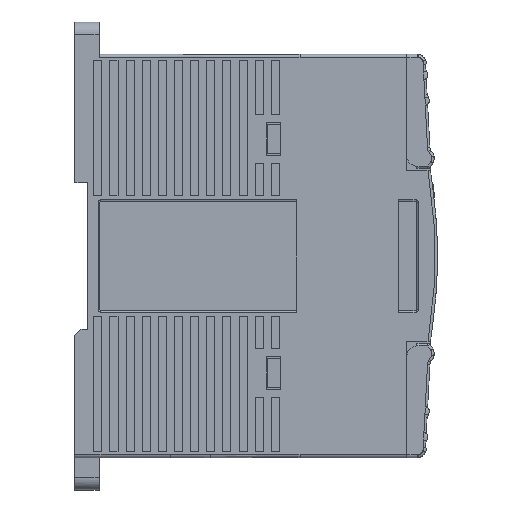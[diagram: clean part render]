
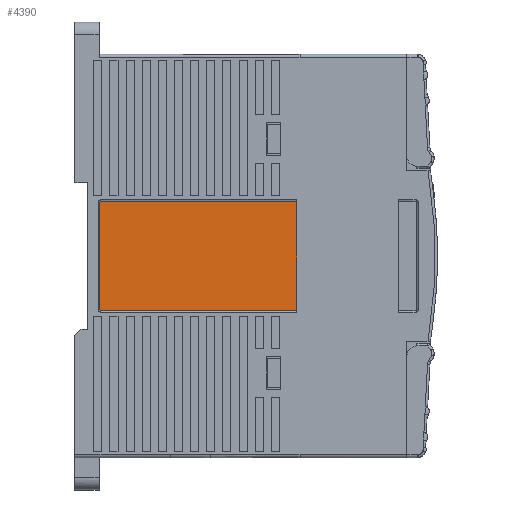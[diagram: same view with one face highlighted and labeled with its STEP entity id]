
A CAD part, left-side view. The second image highlights one B-rep face of the part: STEP entity #4390.
In plain terms, the highlighted planar face has unit normal (-1, 0, 0).
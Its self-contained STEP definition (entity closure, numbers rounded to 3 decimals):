
#1064=PLANE('',#57217);
#4390=ADVANCED_FACE('',(#7707),#1064,.T.);
#7707=FACE_OUTER_BOUND('',#11183,.T.);
#11183=EDGE_LOOP('',(#18663,#18664,#18665,#18666,#18667,#18668));
#18663=ORIENTED_EDGE('',*,*,#34429,.F.);
#18664=ORIENTED_EDGE('',*,*,#34625,.T.);
#18665=ORIENTED_EDGE('',*,*,#37189,.T.);
#18666=ORIENTED_EDGE('',*,*,#34626,.T.);
#18667=ORIENTED_EDGE('',*,*,#34627,.T.);
#18668=ORIENTED_EDGE('',*,*,#34628,.T.);
#34429=EDGE_CURVE('',#52223,#52224,#44030,.T.);
#34625=EDGE_CURVE('',#52223,#52451,#44218,.T.);
#34626=EDGE_CURVE('',#52452,#52453,#44219,.T.);
#34627=EDGE_CURVE('',#52453,#52454,#41653,.T.);
#34628=EDGE_CURVE('',#52454,#52224,#44220,.T.);
#37189=EDGE_CURVE('',#52451,#52452,#41697,.T.);
#41653=(
BOUNDED_CURVE()
B_SPLINE_CURVE(2,(#100573,#100574,#100575,#100576,#100577),
 .UNSPECIFIED.,.F.,.F.)
B_SPLINE_CURVE_WITH_KNOTS((3,2,3),(0.,0.166,0.331),
 .UNSPECIFIED.)
CURVE()
GEOMETRIC_REPRESENTATION_ITEM()
RATIONAL_B_SPLINE_CURVE((1.,0.924,1.,0.924,1.))
REPRESENTATION_ITEM('')
);
#41697=(
BOUNDED_CURVE()
B_SPLINE_CURVE(2,(#105949,#105950,#105951,#105952,#105953),
 .UNSPECIFIED.,.F.,.F.)
B_SPLINE_CURVE_WITH_KNOTS((3,2,3),(-0.331,-0.166,
0.),.UNSPECIFIED.)
CURVE()
GEOMETRIC_REPRESENTATION_ITEM()
RATIONAL_B_SPLINE_CURVE((1.,0.924,1.,0.924,1.))
REPRESENTATION_ITEM('')
);
#44030=B_SPLINE_CURVE_WITH_KNOTS('',1,(#100137,#100138),.UNSPECIFIED.,.F.,
 .F.,(2,2),(0.,26.999),.UNSPECIFIED.);
#44218=B_SPLINE_CURVE_WITH_KNOTS('',1,(#100569,#100570),.UNSPECIFIED.,.F.,
 .F.,(2,2),(0.,48.605),.UNSPECIFIED.);
#44219=B_SPLINE_CURVE_WITH_KNOTS('',1,(#100571,#100572),.UNSPECIFIED.,.F.,
 .F.,(2,2),(0.,26.6),.UNSPECIFIED.);
#44220=B_SPLINE_CURVE_WITH_KNOTS('',1,(#100578,#100579),.UNSPECIFIED.,.F.,
 .F.,(2,2),(0.,48.605),.UNSPECIFIED.);
#52223=VERTEX_POINT('',#90105);
#52224=VERTEX_POINT('',#90106);
#52451=VERTEX_POINT('',#90333);
#52452=VERTEX_POINT('',#90334);
#52453=VERTEX_POINT('',#90335);
#52454=VERTEX_POINT('',#90336);
#57217=AXIS2_PLACEMENT_3D('',#75624,#60181,$);
#60181=DIRECTION('',(-1.,0.,0.));
#75624=CARTESIAN_POINT('',(-30.883,51.105,-18.371));
#90105=CARTESIAN_POINT('',(-30.883,-2.593,11.341));
#90106=CARTESIAN_POINT('',(-30.883,-2.593,-15.658));
#90333=CARTESIAN_POINT('',(-30.883,46.012,11.341));
#90334=CARTESIAN_POINT('',(-30.883,46.212,11.141));
#90335=CARTESIAN_POINT('',(-30.883,46.212,-15.459));
#90336=CARTESIAN_POINT('',(-30.883,46.012,-15.659));
#100137=CARTESIAN_POINT('',(-30.883,-2.593,11.341));
#100138=CARTESIAN_POINT('',(-30.883,-2.593,-15.658));
#100569=CARTESIAN_POINT('',(-30.883,-2.593,11.341));
#100570=CARTESIAN_POINT('',(-30.883,46.012,11.341));
#100571=CARTESIAN_POINT('',(-30.883,46.212,11.141));
#100572=CARTESIAN_POINT('',(-30.883,46.212,-15.459));
#100573=CARTESIAN_POINT('',(-30.883,46.212,-15.459));
#100574=CARTESIAN_POINT('',(-30.883,46.212,-15.542));
#100575=CARTESIAN_POINT('',(-30.883,46.154,-15.6));
#100576=CARTESIAN_POINT('',(-30.883,46.095,-15.659));
#100577=CARTESIAN_POINT('',(-30.883,46.012,-15.659));
#100578=CARTESIAN_POINT('',(-30.883,46.012,-15.659));
#100579=CARTESIAN_POINT('',(-30.883,-2.593,-15.658));
#105949=CARTESIAN_POINT('',(-30.883,46.012,11.341));
#105950=CARTESIAN_POINT('',(-30.883,46.095,11.341));
#105951=CARTESIAN_POINT('',(-30.883,46.154,11.282));
#105952=CARTESIAN_POINT('',(-30.883,46.212,11.224));
#105953=CARTESIAN_POINT('',(-30.883,46.212,11.141));
